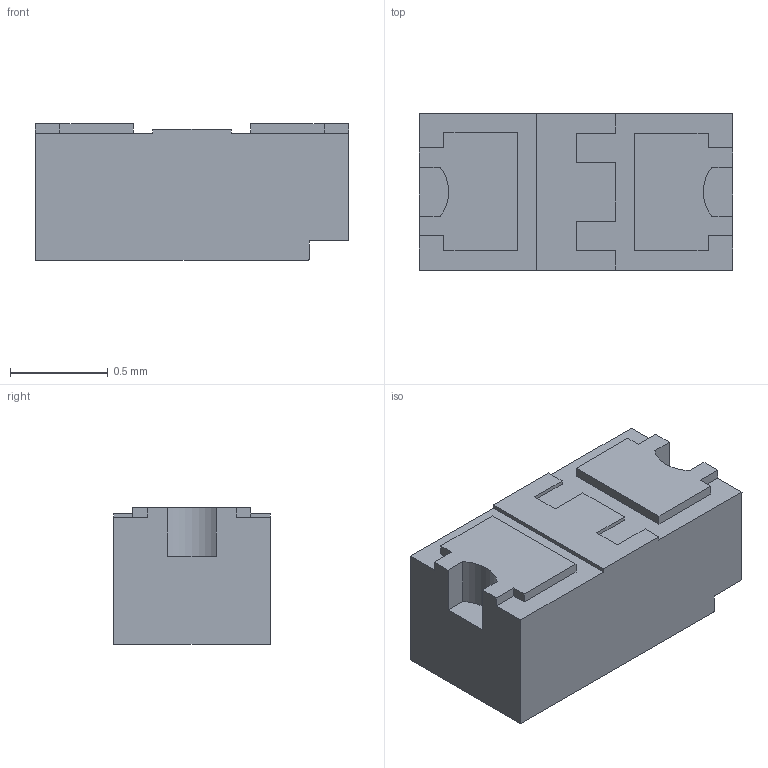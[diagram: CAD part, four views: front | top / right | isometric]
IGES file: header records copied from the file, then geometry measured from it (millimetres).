
Start section:  PTC IGES file: acs.igs
Global section: file name: acs.igs; native system: Creo Parametric by PTC Inc.; preprocessor: 2017480; author: STJ945188; organization: Unknown; date: 20200518.142010; units: millimetre
Bounding box: 1.6 x 0.8 x 0.7 mm (x, y, z)
Surface area: 6 mm2 (no closed solid volume)
Topology: 0 solids, 0 shells, 45 faces, 258 edges, 258 vertices
Faces by surface type: bspline 42, revolution 3
